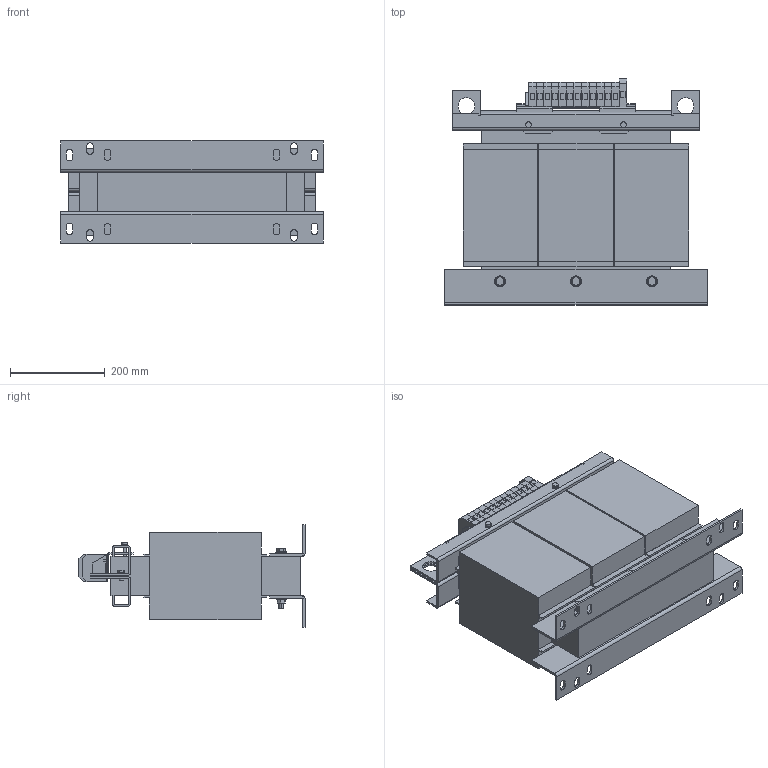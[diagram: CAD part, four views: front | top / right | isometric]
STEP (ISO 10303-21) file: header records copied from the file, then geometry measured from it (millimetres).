
FILE_DESCRIPTION (( 'STEP AP214' ), '1' );
FILE_NAME ('202278.STEP', '2020-12-03T09:43:53', ( '' ), ( '' ), 'SwSTEP 2.0', 'SolidWorks 2018', '' );
FILE_SCHEMA (( 'AUTOMOTIVE_DESIGN' ));
Length unit declared in the file: millimetre
Products named in the file (1): 202278
Bounding box: 552 x 476.5 x 215 mm (x, y, z)
Volume: 27579125.6 mm3; surface area: 1385580.1 mm2
Topology: 1 solids, 1 shells, 922 faces, 2266 edges, 1424 vertices
Faces by surface type: plane 715, cylinder 198, bspline 9
Entity records: 26846 total; most frequent: CARTESIAN_POINT 4694, ORIENTED_EDGE 4532, DIRECTION 4500, EDGE_CURVE 2266, LINE 1824, VECTOR 1824, VERTEX_POINT 1424, AXIS2_PLACEMENT_3D 1338
